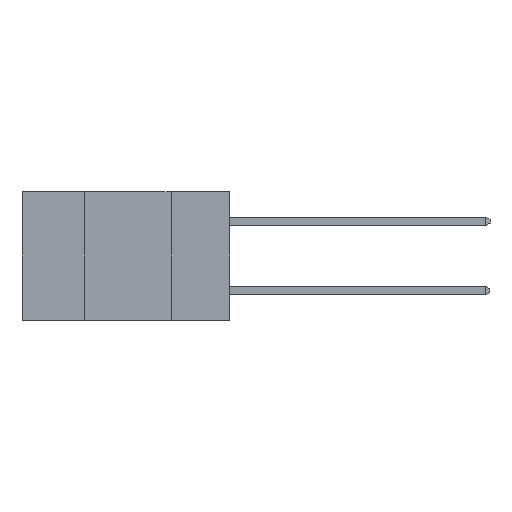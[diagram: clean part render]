
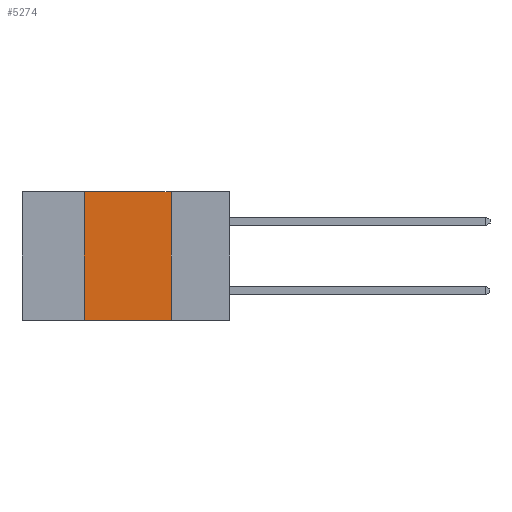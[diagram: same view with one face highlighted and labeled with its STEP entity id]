
A CAD part, left-side view. The second image highlights one B-rep face of the part: STEP entity #5274.
In plain terms, the highlighted planar face has unit normal (-1, 0, 0).
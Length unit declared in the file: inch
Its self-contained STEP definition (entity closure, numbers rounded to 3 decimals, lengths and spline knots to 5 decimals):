
#2128 = EDGE_CURVE ( 'NONE', #23083, #3637, #11653, .T. ) ;
#2478 = CARTESIAN_POINT ( 'NONE',  ( 0., 0.17, 0. ) ) ;
#3281 = CARTESIAN_POINT ( 'NONE',  ( 0., 0.6, 0. ) ) ;
#3637 = VERTEX_POINT ( 'NONE', #21011 ) ;
#3884 = PLANE ( 'NONE',  #25167 ) ;
#4057 = DIRECTION ( 'NONE',  ( 1., 0., 0. ) ) ;
#4225 = DIRECTION ( 'NONE',  ( 0., 0., -1. ) ) ;
#4726 = VERTEX_POINT ( 'NONE', #6323 ) ;
#4914 = CARTESIAN_POINT ( 'NONE',  ( 0., 0.42, 0. ) ) ;
#5030 = VECTOR ( 'NONE', #22228, 39.37008 ) ;
#5102 = ORIENTED_EDGE ( 'NONE', *, *, #14103, .F. ) ;
#5274 = ADVANCED_FACE ( 'NONE', ( #9380 ), #3884, .F. ) ;
#5723 = LINE ( 'NONE', #2478, #5030 ) ;
#6323 = CARTESIAN_POINT ( 'NONE',  ( 0., 0.17, -0.37 ) ) ;
#6416 = LINE ( 'NONE', #11079, #17377 ) ;
#6964 = CARTESIAN_POINT ( 'NONE',  ( 0., 0.6, 0. ) ) ;
#8353 = DIRECTION ( 'NONE',  ( 0., -1., 0. ) ) ;
#8657 = VECTOR ( 'NONE', #15963, 39.37008 ) ;
#9333 = LINE ( 'NONE', #20308, #8657 ) ;
#9380 = FACE_OUTER_BOUND ( 'NONE', #23273, .T. ) ;
#11079 = CARTESIAN_POINT ( 'NONE',  ( 0., 0.42, 0. ) ) ;
#11653 = LINE ( 'NONE', #6964, #21900 ) ;
#13184 = VERTEX_POINT ( 'NONE', #23219 ) ;
#13363 = DIRECTION ( 'NONE',  ( 0., 0., 1. ) ) ;
#14036 = EDGE_CURVE ( 'NONE', #13184, #23083, #6416, .T. ) ;
#14103 = EDGE_CURVE ( 'NONE', #3637, #4726, #5723, .T. ) ;
#15963 = DIRECTION ( 'NONE',  ( 0., -1., 0. ) ) ;
#17189 = ORIENTED_EDGE ( 'NONE', *, *, #14036, .F. ) ;
#17377 = VECTOR ( 'NONE', #13363, 39.37008 ) ;
#19552 = ORIENTED_EDGE ( 'NONE', *, *, #2128, .F. ) ;
#20308 = CARTESIAN_POINT ( 'NONE',  ( 0., 0.6, -0.37 ) ) ;
#21011 = CARTESIAN_POINT ( 'NONE',  ( 0., 0.17, 0. ) ) ;
#21843 = EDGE_CURVE ( 'NONE', #13184, #4726, #9333, .T. ) ;
#21900 = VECTOR ( 'NONE', #8353, 39.37008 ) ;
#22228 = DIRECTION ( 'NONE',  ( 0., 0., -1. ) ) ;
#22273 = ORIENTED_EDGE ( 'NONE', *, *, #21843, .T. ) ;
#23083 = VERTEX_POINT ( 'NONE', #4914 ) ;
#23219 = CARTESIAN_POINT ( 'NONE',  ( 0., 0.42, -0.37 ) ) ;
#23273 = EDGE_LOOP ( 'NONE', ( #5102, #19552, #17189, #22273 ) ) ;
#25167 = AXIS2_PLACEMENT_3D ( 'NONE', #3281, #4057, #4225 ) ;
